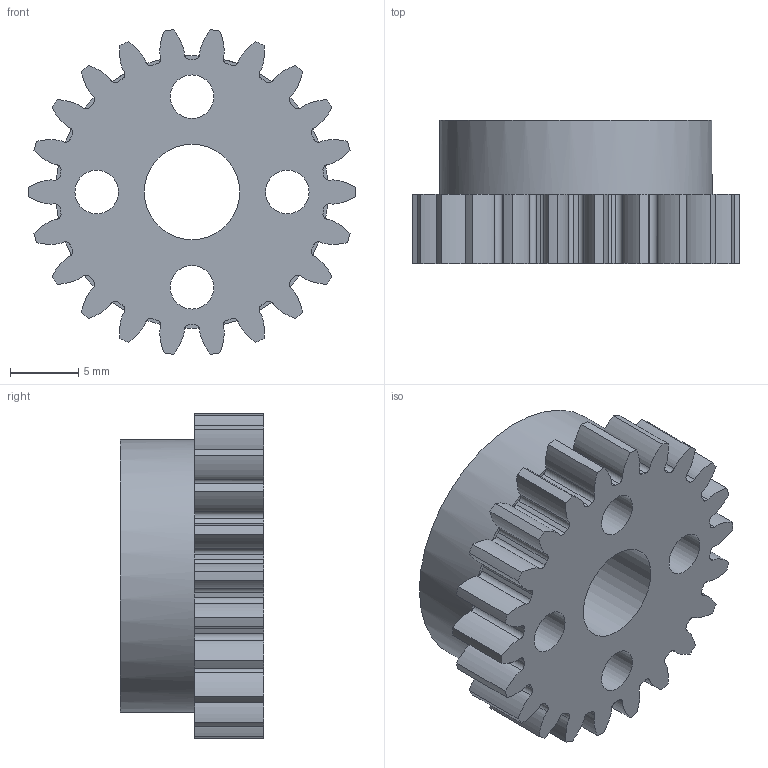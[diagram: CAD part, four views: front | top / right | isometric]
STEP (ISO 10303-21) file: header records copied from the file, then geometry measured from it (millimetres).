
FILE_DESCRIPTION(/* description */ ('STEP AP242 Edition 2','CAx-IF Rec.Pracs.---Representation and Presentation of Product Manufacturing Information (PMI)---4.0---2014-10-13','CAx-IF Rec.Pracs.---3D Tessellated Geometry---0.4---2014-09-14','2;1','CAx-IF Rec.Pracs.---User Defined Attributes---1.5---2016-08-15'),/* implementation_level */ '2;1');
FILE_NAME(/* name */ 'Parallel Jaw Gripper - pinion',/* time_stamp */ '2025-12-17T21:54:32Z',/* author */ (''),/* organization */ (''),/* preprocessor_version */ 'ST-DEVELOPER v20',/* originating_system */ 'ONSHAPE BY PTC INC, 1.208',/* authorisation */ ' ');
FILE_SCHEMA (('AP242_MANAGED_MODEL_BASED_3D_ENGINEERING_MIM_LF { 1 0 10303 442 3 1 4 }'));
Length unit declared in the file: metre
Products named in the file (1): pinion
Bounding box: 24 x 10.53 x 23.85 mm (x, y, z)
Volume: 2864.7 mm3; surface area: 2311.4 mm2
Topology: 1 solids, 1 shells, 184 faces, 502 edges, 320 vertices
Faces by surface type: cylinder 94, plane 46, bspline 44
Full cylindrical faces by diameter (mm): 3.2 x4, 7 x1, 20 x1
Entity records: 7672 total; most frequent: CARTESIAN_POINT 3067, ORIENTED_EDGE 990, DIRECTION 964, EDGE_CURVE 495, AXIS2_PLACEMENT_3D 416, VERTEX_POINT 319, CIRCLE 275, EDGE_LOOP 200
